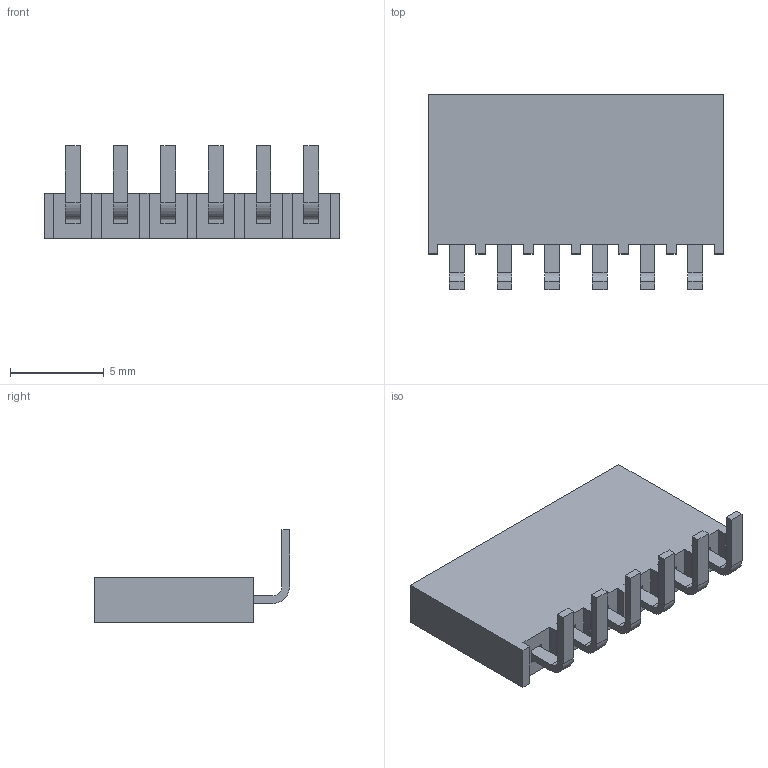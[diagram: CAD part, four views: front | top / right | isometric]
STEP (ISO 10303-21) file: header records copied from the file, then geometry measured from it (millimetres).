
FILE_DESCRIPTION (( 'STEP AP214' ), '1' );
FILE_NAME ('SSW-106-01-G-S.STEP', '2022-02-01T23:45:11', ( '' ), ( '' ), 'SwSTEP 2.0', 'SolidWorks 2018', '' );
FILE_SCHEMA (( 'AUTOMOTIVE_DESIGN' ));
Length unit declared in the file: millimetre
Products named in the file (1): SSW-106-01-G-S
Bounding box: 15.75 x 10.41 x 4.95 mm (x, y, z)
Volume: 292.4 mm3; surface area: 654.9 mm2
Topology: 2 solids, 2 shells, 114 faces, 312 edges, 208 vertices
Faces by surface type: plane 102, cylinder 12
Entity records: 3957 total; most frequent: CARTESIAN_POINT 635, ORIENTED_EDGE 624, DIRECTION 566, EDGE_CURVE 312, LINE 288, VECTOR 288, VERTEX_POINT 208, AXIS2_PLACEMENT_3D 139
